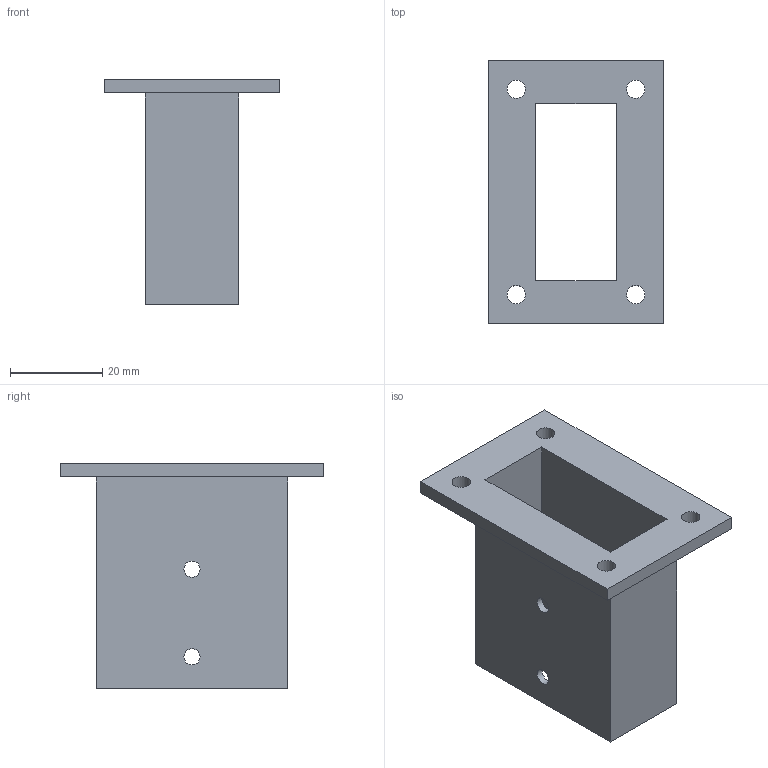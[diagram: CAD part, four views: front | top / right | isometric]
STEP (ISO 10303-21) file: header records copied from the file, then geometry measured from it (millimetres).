
FILE_DESCRIPTION(('FreeCAD Model'),'2;1');
FILE_NAME('Open CASCADE Shape Model','2023-08-10T11:19:43',('Author'),( ''),'Open CASCADE STEP processor 7.5','FreeCAD','Unknown');
FILE_SCHEMA(('AUTOMOTIVE_DESIGN { 1 0 10303 214 1 1 1 1 }'));
Length unit declared in the file: millimetre
Products named in the file (1): BodySB1
Bounding box: 38.1 x 57.15 x 49 mm (x, y, z)
Volume: 12442.2 mm3; surface area: 14798.8 mm2
Topology: 1 solids, 1 shells, 23 faces, 60 edges, 40 vertices
Faces by surface type: plane 15, cylinder 8
Full cylindrical faces by diameter (mm): 3.5 x4, 4 x4
Entity records: 768 total; most frequent: CARTESIAN_POINT 124, DIRECTION 124, ORIENTED_EDGE 120, EDGE_CURVE 60, LINE 44, VECTOR 44, FACE_BOUND 42, EDGE_LOOP 42
